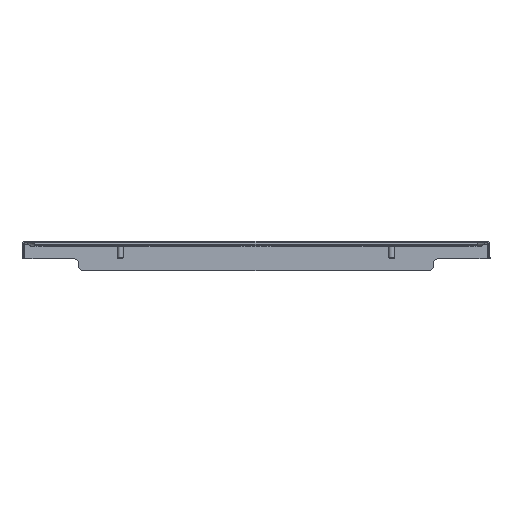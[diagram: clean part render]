
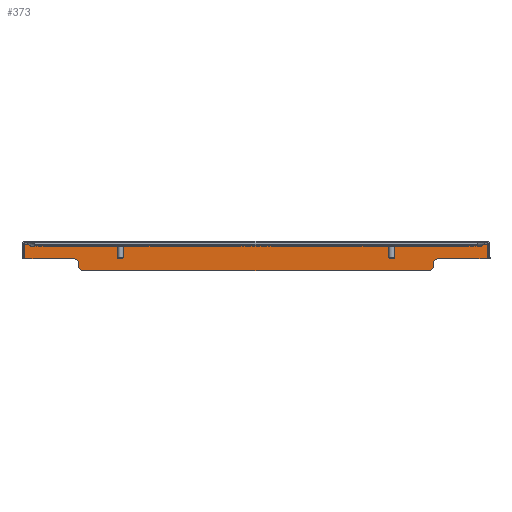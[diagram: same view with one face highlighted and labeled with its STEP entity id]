
A CAD part, front view. The second image highlights one B-rep face of the part: STEP entity #373.
In plain terms, the highlighted planar face has unit normal (0, -1, 0).
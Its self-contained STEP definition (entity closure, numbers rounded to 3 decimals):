
#95 = CIRCLE ( 'NONE', #5122, 5. ) ;
#316 = LINE ( 'NONE', #5204, #4352 ) ;
#343 = LINE ( 'NONE', #7905, #844 ) ;
#373 = ADVANCED_FACE ( 'NONE', ( #7260 ), #6143, .F. ) ;
#420 = VERTEX_POINT ( 'NONE', #7392 ) ;
#460 = LINE ( 'NONE', #2849, #1916 ) ;
#597 = VERTEX_POINT ( 'NONE', #3852 ) ;
#635 = ORIENTED_EDGE ( 'NONE', *, *, #4524, .F. ) ;
#766 = CIRCLE ( 'NONE', #5276, 5. ) ;
#774 = ORIENTED_EDGE ( 'NONE', *, *, #2379, .F. ) ;
#844 = VECTOR ( 'NONE', #2382, 1000. ) ;
#872 = DIRECTION ( 'NONE',  ( 0., 0., -1. ) ) ;
#914 = VERTEX_POINT ( 'NONE', #6877 ) ;
#1013 = VECTOR ( 'NONE', #872, 1000. ) ;
#1025 = DIRECTION ( 'NONE',  ( 0., 1., 0. ) ) ;
#1043 = VERTEX_POINT ( 'NONE', #7668 ) ;
#1047 = DIRECTION ( 'NONE',  ( 0., 1., 0. ) ) ;
#1084 = ORIENTED_EDGE ( 'NONE', *, *, #3036, .T. ) ;
#1137 = CARTESIAN_POINT ( 'NONE',  ( -181.086, 898.5, -25. ) ) ;
#1328 = DIRECTION ( 'NONE',  ( 0., 0., 1. ) ) ;
#1453 = CARTESIAN_POINT ( 'NONE',  ( -236.086, 898.5, 0. ) ) ;
#1459 = AXIS2_PLACEMENT_3D ( 'NONE', #6553, #1025, #3322 ) ;
#1562 = VERTEX_POINT ( 'NONE', #5452 ) ;
#1672 = DIRECTION ( 'NONE',  ( 0., 0., -1. ) ) ;
#1807 = VECTOR ( 'NONE', #6814, 1000. ) ;
#1822 = EDGE_CURVE ( 'NONE', #914, #420, #766, .T. ) ;
#1830 = LINE ( 'NONE', #6594, #7374 ) ;
#1904 = EDGE_CURVE ( 'NONE', #1562, #597, #3713, .T. ) ;
#1916 = VECTOR ( 'NONE', #7814, 1000. ) ;
#2186 = DIRECTION ( 'NONE',  ( -1., 0., 0. ) ) ;
#2236 = CARTESIAN_POINT ( 'NONE',  ( -176.086, 898.5, -30. ) ) ;
#2247 = CARTESIAN_POINT ( 'NONE',  ( 176.086, 898.5, -25. ) ) ;
#2352 = DIRECTION ( 'NONE',  ( 0., -1., 0. ) ) ;
#2362 = AXIS2_PLACEMENT_3D ( 'NONE', #2247, #7257, #4136 ) ;
#2379 = EDGE_CURVE ( 'NONE', #4740, #1562, #1830, .T. ) ;
#2382 = DIRECTION ( 'NONE',  ( 1., 0., 0. ) ) ;
#2486 = EDGE_CURVE ( 'NONE', #2911, #5429, #95, .T. ) ;
#2670 = CARTESIAN_POINT ( 'NONE',  ( 176.086, 898.5, -30. ) ) ;
#2849 = CARTESIAN_POINT ( 'NONE',  ( 0., 898.5, -30. ) ) ;
#2911 = VERTEX_POINT ( 'NONE', #1137 ) ;
#2975 = DIRECTION ( 'NONE',  ( 0., 1., 0. ) ) ;
#3017 = CARTESIAN_POINT ( 'NONE',  ( 0., 898.5, 0. ) ) ;
#3036 = EDGE_CURVE ( 'NONE', #6963, #3642, #4540, .T. ) ;
#3154 = EDGE_CURVE ( 'NONE', #5429, #6550, #460, .T. ) ;
#3189 = CARTESIAN_POINT ( 'NONE',  ( -236.086, 898.5, -17.8 ) ) ;
#3322 = DIRECTION ( 'NONE',  ( 0., 0., 1. ) ) ;
#3553 = CARTESIAN_POINT ( 'NONE',  ( 181.086, 898.5, -30. ) ) ;
#3642 = VERTEX_POINT ( 'NONE', #3189 ) ;
#3681 = LINE ( 'NONE', #6898, #4147 ) ;
#3713 = LINE ( 'NONE', #6186, #1807 ) ;
#3730 = VECTOR ( 'NONE', #5938, 1000. ) ;
#3852 = CARTESIAN_POINT ( 'NONE',  ( 186.086, 898.5, -17.8 ) ) ;
#3853 = EDGE_CURVE ( 'NONE', #1043, #6591, #4707, .T. ) ;
#4136 = DIRECTION ( 'NONE',  ( 0., 0., 1. ) ) ;
#4147 = VECTOR ( 'NONE', #1328, 1000. ) ;
#4152 = ORIENTED_EDGE ( 'NONE', *, *, #1822, .T. ) ;
#4188 = DIRECTION ( 'NONE',  ( 0., 0., 1. ) ) ;
#4352 = VECTOR ( 'NONE', #2186, 1000. ) ;
#4430 = CARTESIAN_POINT ( 'NONE',  ( 236.086, 898.5, -3. ) ) ;
#4493 = ORIENTED_EDGE ( 'NONE', *, *, #6107, .T. ) ;
#4523 = ORIENTED_EDGE ( 'NONE', *, *, #3853, .F. ) ;
#4524 = EDGE_CURVE ( 'NONE', #914, #3642, #316, .T. ) ;
#4540 = LINE ( 'NONE', #1453, #1013 ) ;
#4632 = CARTESIAN_POINT ( 'NONE',  ( -176.086, 898.5, -25. ) ) ;
#4686 = CARTESIAN_POINT ( 'NONE',  ( 181.086, 898.5, -25. ) ) ;
#4707 = LINE ( 'NONE', #3553, #3730 ) ;
#4740 = VERTEX_POINT ( 'NONE', #4430 ) ;
#4994 = EDGE_CURVE ( 'NONE', #6963, #4740, #343, .T. ) ;
#5122 = AXIS2_PLACEMENT_3D ( 'NONE', #4632, #2352, #7202 ) ;
#5204 = CARTESIAN_POINT ( 'NONE',  ( -236.086, 898.5, -17.8 ) ) ;
#5276 = AXIS2_PLACEMENT_3D ( 'NONE', #5935, #1047, #4188 ) ;
#5310 = CIRCLE ( 'NONE', #1459, 5. ) ;
#5429 = VERTEX_POINT ( 'NONE', #2236 ) ;
#5450 = ORIENTED_EDGE ( 'NONE', *, *, #2486, .T. ) ;
#5452 = CARTESIAN_POINT ( 'NONE',  ( 236.086, 898.5, -17.8 ) ) ;
#5836 = CIRCLE ( 'NONE', #2362, 5. ) ;
#5855 = ORIENTED_EDGE ( 'NONE', *, *, #7267, .T. ) ;
#5879 = AXIS2_PLACEMENT_3D ( 'NONE', #3017, #2975, #6181 ) ;
#5935 = CARTESIAN_POINT ( 'NONE',  ( -186.086, 898.5, -22.8 ) ) ;
#5938 = DIRECTION ( 'NONE',  ( 0., 0., -1. ) ) ;
#6107 = EDGE_CURVE ( 'NONE', #1043, #597, #5310, .T. ) ;
#6143 = PLANE ( 'NONE',  #5879 ) ;
#6181 = DIRECTION ( 'NONE',  ( 0., 0., 1. ) ) ;
#6186 = CARTESIAN_POINT ( 'NONE',  ( 236.086, 898.5, -17.8 ) ) ;
#6454 = ORIENTED_EDGE ( 'NONE', *, *, #7011, .F. ) ;
#6509 = ORIENTED_EDGE ( 'NONE', *, *, #1904, .F. ) ;
#6550 = VERTEX_POINT ( 'NONE', #2670 ) ;
#6553 = CARTESIAN_POINT ( 'NONE',  ( 186.086, 898.5, -22.8 ) ) ;
#6591 = VERTEX_POINT ( 'NONE', #4686 ) ;
#6594 = CARTESIAN_POINT ( 'NONE',  ( 236.086, 898.5, -1.5 ) ) ;
#6814 = DIRECTION ( 'NONE',  ( -1., 0., 0. ) ) ;
#6877 = CARTESIAN_POINT ( 'NONE',  ( -186.086, 898.5, -17.8 ) ) ;
#6898 = CARTESIAN_POINT ( 'NONE',  ( -181.086, 898.5, -30. ) ) ;
#6946 = CARTESIAN_POINT ( 'NONE',  ( -236.086, 898.5, -3. ) ) ;
#6963 = VERTEX_POINT ( 'NONE', #6946 ) ;
#7011 = EDGE_CURVE ( 'NONE', #2911, #420, #3681, .T. ) ;
#7202 = DIRECTION ( 'NONE',  ( 0., 0., 1. ) ) ;
#7257 = DIRECTION ( 'NONE',  ( 0., -1., 0. ) ) ;
#7260 = FACE_OUTER_BOUND ( 'NONE', #7277, .T. ) ;
#7267 = EDGE_CURVE ( 'NONE', #6550, #6591, #5836, .T. ) ;
#7277 = EDGE_LOOP ( 'NONE', ( #6454, #5450, #7289, #5855, #4523, #4493, #6509, #774, #7810, #1084, #635, #4152 ) ) ;
#7289 = ORIENTED_EDGE ( 'NONE', *, *, #3154, .T. ) ;
#7374 = VECTOR ( 'NONE', #1672, 1000. ) ;
#7392 = CARTESIAN_POINT ( 'NONE',  ( -181.086, 898.5, -22.8 ) ) ;
#7668 = CARTESIAN_POINT ( 'NONE',  ( 181.086, 898.5, -22.8 ) ) ;
#7810 = ORIENTED_EDGE ( 'NONE', *, *, #4994, .F. ) ;
#7814 = DIRECTION ( 'NONE',  ( 1., 0., 0. ) ) ;
#7905 = CARTESIAN_POINT ( 'NONE',  ( -239., 898.5, -3. ) ) ;
